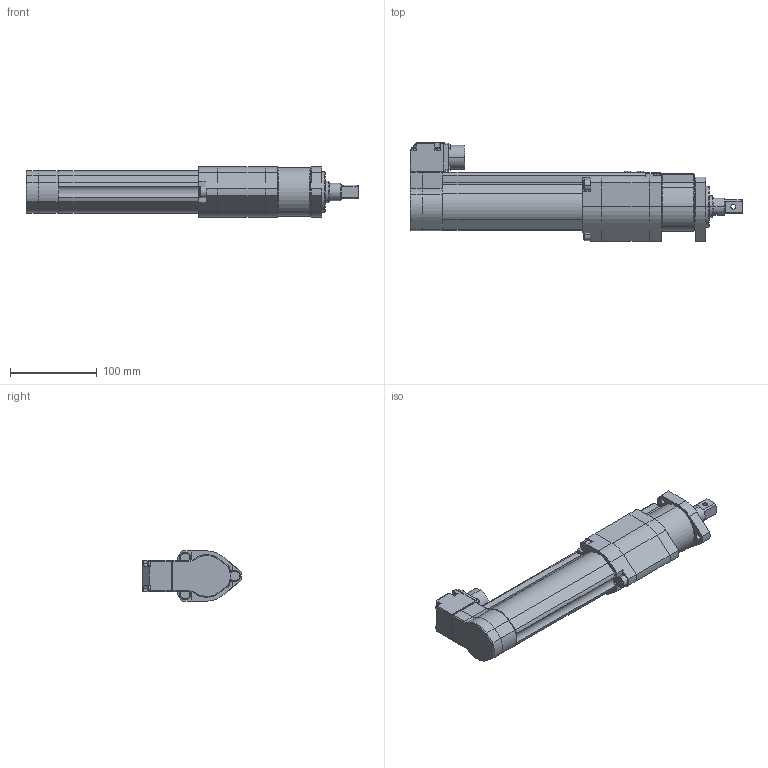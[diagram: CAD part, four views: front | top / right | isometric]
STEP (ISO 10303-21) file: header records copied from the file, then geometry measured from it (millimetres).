
FILE_DESCRIPTION (( 'STEP AP203' ), '1' );
FILE_NAME ('CFT-202RS3-SL.STEP', '2014-11-12T15:45:24', ( 'Scott' ), ( '' ), 'SwSTEP 2.0', 'SolidWorks 2014', '' );
FILE_SCHEMA (( 'CONFIG_CONTROL_DESIGN' ));
Length unit declared in the file: millimetre
Products named in the file (3): CFT-202RS3-SL; CFT-202RS3-SL_TOP
Assembly tree (2 placements, depth 2):
  CFT-202RS3-SL
    CFT-202RS3-SL
    CFT-202RS3-SL_TOP
Bounding box: 383 x 113.97 x 58 mm (x, y, z)
Volume: 964497.7 mm3; surface area: 149880.3 mm2
Topology: 15 solids, 15 shells, 416 faces, 997 edges, 613 vertices
Faces by surface type: cylinder 176, plane 156, cone 38, torus 28, sphere 16, bspline 2
Entity records: 12393 total; most frequent: CARTESIAN_POINT 2225, DIRECTION 2220, ORIENTED_EDGE 1962, EDGE_CURVE 981, AXIS2_PLACEMENT_3D 848, VERTEX_POINT 613, LINE 524, VECTOR 524
